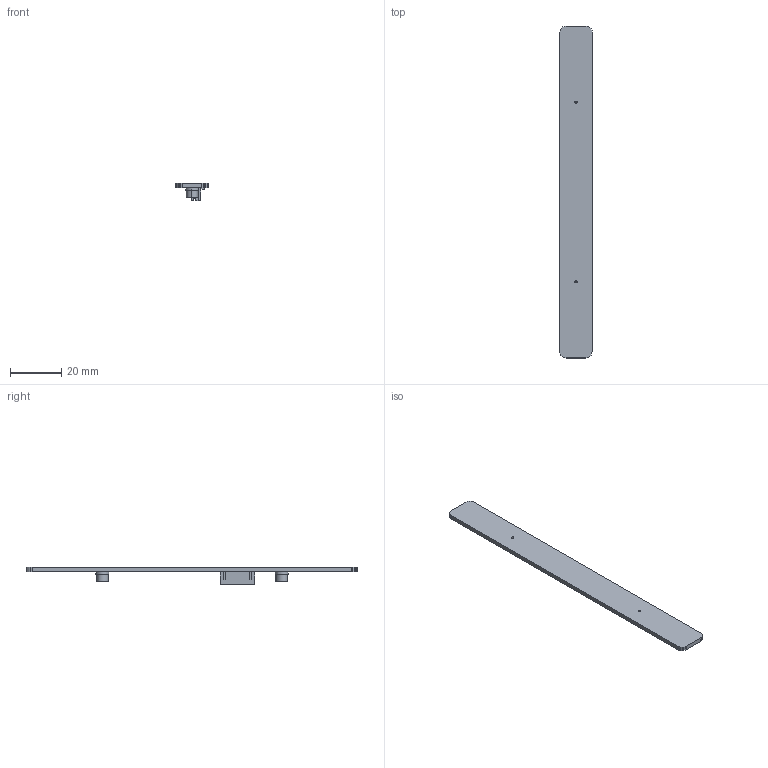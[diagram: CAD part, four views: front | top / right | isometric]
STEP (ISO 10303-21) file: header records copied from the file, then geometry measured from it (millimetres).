
FILE_DESCRIPTION(('Open CASCADE Model'),'2;1');
FILE_NAME('Open CASCADE Shape Model','2017-04-21T10:53:59',('Author'),( 'Open CASCADE'),'Open CASCADE STEP processor 6.2','Open CASCADE 6.2' ,'Unknown');
FILE_SCHEMA(('AUTOMOTIVE_DESIGN { 1 0 10303 214 1 1 1 1 }'));
Length unit declared in the file: millimetre
Products named in the file (6): PCB; Board; J1; B7B-ZR-SM4-TF; Free-Models; M3X4+1爾翐
Assembly tree (6 placements, depth 3):
  PCB
    Board
    J1
      B7B-ZR-SM4-TF
    Free-Models
      M3X4+1爾翐  x2
Bounding box: 12.6 x 129.62 x 6.67 mm (x, y, z)
Volume: 2969.3 mm3; surface area: 4398.6 mm2
Topology: 4 solids, 4 shells, 160 faces, 411 edges, 264 vertices
Faces by surface type: plane 110, cylinder 46, cone 4
Full cylindrical faces by diameter (mm): 1 x2
Entity records: 10560 total; most frequent: CARTESIAN_POINT 2217, DIRECTION 1349, LINE 843, VECTOR 843, ORIENTED_EDGE 762, PCURVE 762, DEFINITIONAL_REPRESENTATION 762, EDGE_CURVE 381
